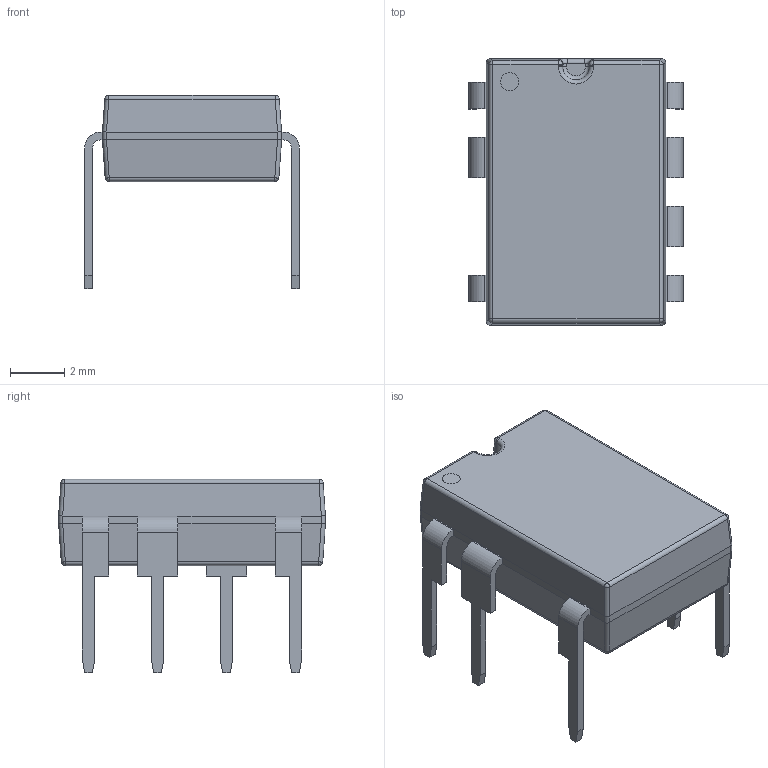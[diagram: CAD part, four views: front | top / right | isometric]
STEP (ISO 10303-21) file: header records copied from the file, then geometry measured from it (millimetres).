
FILE_DESCRIPTION (( 'STEP AP214' ), '1' );
FILE_NAME ('TNY280PN.STEP', '2025-02-23T02:41:34', ( '' ), ( '' ), 'SwSTEP 2.0', 'SolidWorks 2023', '' );
FILE_SCHEMA (( 'AUTOMOTIVE_DESIGN' ));
Length unit declared in the file: millimetre
Products named in the file (1): TNY280PN
Bounding box: 7.91 x 9.83 x 7.12 mm (x, y, z)
Volume: 209.6 mm3; surface area: 315.3 mm2
Topology: 9 solids, 9 shells, 172 faces, 420 edges, 267 vertices
Faces by surface type: plane 108, cylinder 43, sphere 11, torus 6, bspline 4
Entity records: 5885 total; most frequent: CARTESIAN_POINT 982, ORIENTED_EDGE 840, DIRECTION 830, EDGE_CURVE 420, VECTOR 316, LINE 316, VERTEX_POINT 267, AXIS2_PLACEMENT_3D 257
